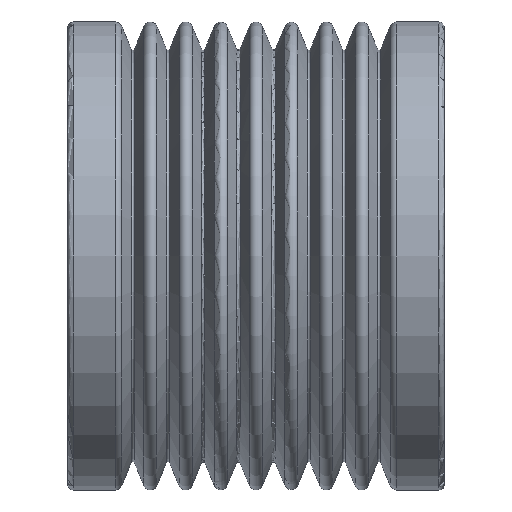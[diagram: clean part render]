
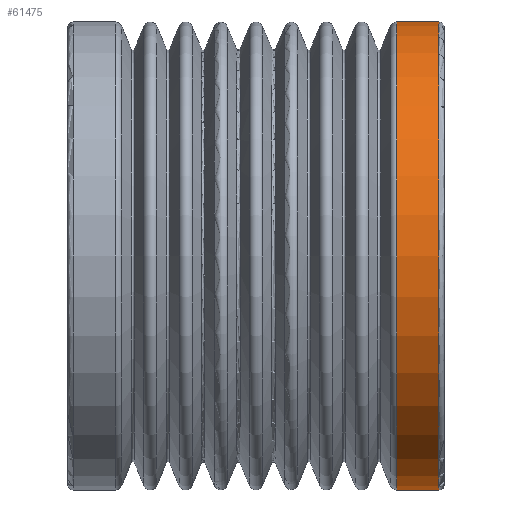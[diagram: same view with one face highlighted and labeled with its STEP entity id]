
A CAD part, left-side view. The second image highlights one B-rep face of the part: STEP entity #61475.
In plain terms, the highlighted cylindrical face has radius 66.5 mm (diameter 133 mm), a full revolution.
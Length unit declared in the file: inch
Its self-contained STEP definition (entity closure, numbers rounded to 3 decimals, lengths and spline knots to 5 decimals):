
#626 = AXIS2_PLACEMENT_3D ( 'NONE', #55982, #37040, #51425 ) ;
#715 = CIRCLE ( 'NONE', #56052, 2.61811 ) ;
#8314 = EDGE_CURVE ( 'NONE', #18394, #18394, #715, .T. ) ;
#13894 = DIRECTION ( 'NONE',  ( 0., -1., 0. ) ) ;
#17620 = EDGE_CURVE ( 'NONE', #45403, #45403, #48641, .T. ) ;
#18394 = VERTEX_POINT ( 'NONE', #62530 ) ;
#20900 = CARTESIAN_POINT ( 'NONE',  ( 0.74337, -2.05291, 2.5 ) ) ;
#26708 = ORIENTED_EDGE ( 'NONE', *, *, #8314, .F. ) ;
#28856 = ORIENTED_EDGE ( 'NONE', *, *, #17620, .T. ) ;
#34131 = CYLINDRICAL_SURFACE ( 'NONE', #51019, 2.61811 ) ;
#34776 = FACE_OUTER_BOUND ( 'NONE', #43150, .T. ) ;
#37040 = DIRECTION ( 'NONE',  ( 0., -1., 0. ) ) ;
#37726 = CARTESIAN_POINT ( 'NONE',  ( 0.74337, -2.52535, 5.11811 ) ) ;
#38740 = DIRECTION ( 'NONE',  ( 0., 0., -1. ) ) ;
#39370 = FACE_OUTER_BOUND ( 'NONE', #48047, .T. ) ;
#43150 = EDGE_LOOP ( 'NONE', ( #28856 ) ) ;
#43928 = DIRECTION ( 'NONE',  ( 0., -1., 0. ) ) ;
#45403 = VERTEX_POINT ( 'NONE', #20900 ) ;
#48047 = EDGE_LOOP ( 'NONE', ( #26708 ) ) ;
#48641 = CIRCLE ( 'NONE', #626, 2.61811 ) ;
#51019 = AXIS2_PLACEMENT_3D ( 'NONE', #64515, #13894, #38740 ) ;
#51425 = DIRECTION ( 'NONE',  ( 0., 0., -1. ) ) ;
#55982 = CARTESIAN_POINT ( 'NONE',  ( 0.74337, -2.05291, 5.11811 ) ) ;
#56052 = AXIS2_PLACEMENT_3D ( 'NONE', #37726, #43928, #63853 ) ;
#61475 = ADVANCED_FACE ( 'NONE', ( #39370, #34776 ), #34131, .T. ) ;
#62530 = CARTESIAN_POINT ( 'NONE',  ( 0.74337, -2.52535, 2.5 ) ) ;
#63853 = DIRECTION ( 'NONE',  ( 0., 0., -1. ) ) ;
#64515 = CARTESIAN_POINT ( 'NONE',  ( 0.74337, -2.5844, 5.11811 ) ) ;
